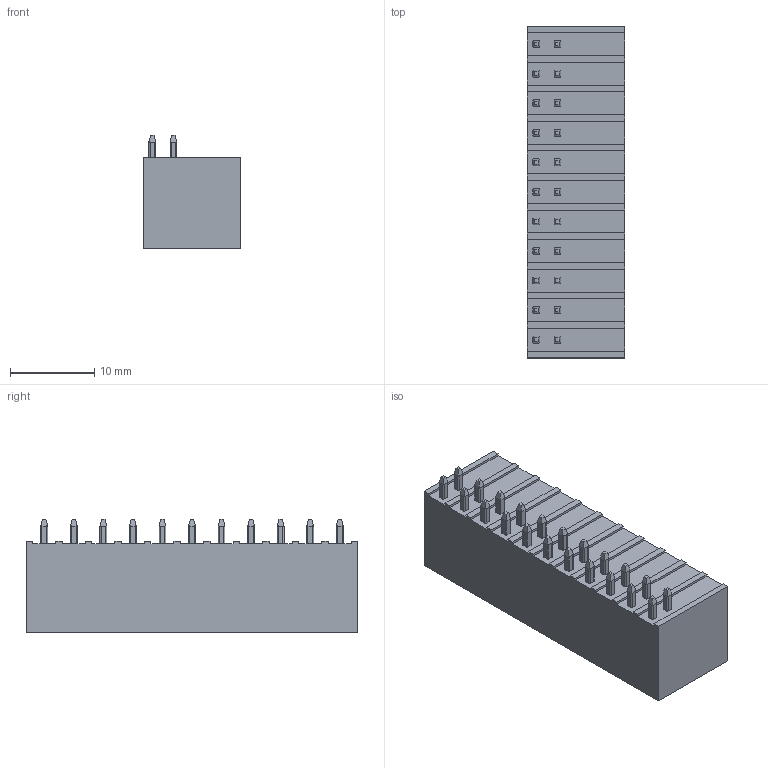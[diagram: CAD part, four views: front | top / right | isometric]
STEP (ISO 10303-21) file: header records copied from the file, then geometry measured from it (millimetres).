
FILE_DESCRIPTION((''),'2;1');
FILE_NAME('PRT0007','2024-11-18T09:53:06',('tluser'),(''),'CREO PARAMETRIC BY PTC INC, 2018100','CREO PARAMETRIC BY PTC INC, 2018100','');
FILE_SCHEMA(('CONFIG_CONTROL_DESIGN'));
Length unit declared in the file: millimetre
Products named in the file (1): PRT0007
Bounding box: 11.6 x 39.3 x 13.4 mm (x, y, z)
Volume: 3328.1 mm3; surface area: 3779.6 mm2
Topology: 1 solids, 1 shells, 992 faces, 2835 edges, 1890 vertices
Faces by surface type: plane 659, cylinder 256, extrusion 77
Entity records: 33179 total; most frequent: CARTESIAN_POINT 7710, ORIENTED_EDGE 5670, DIRECTION 4682, EDGE_CURVE 2835, VECTOR 2070, LINE 1993, VERTEX_POINT 1890, AXIS2_PLACEMENT_3D 1306
